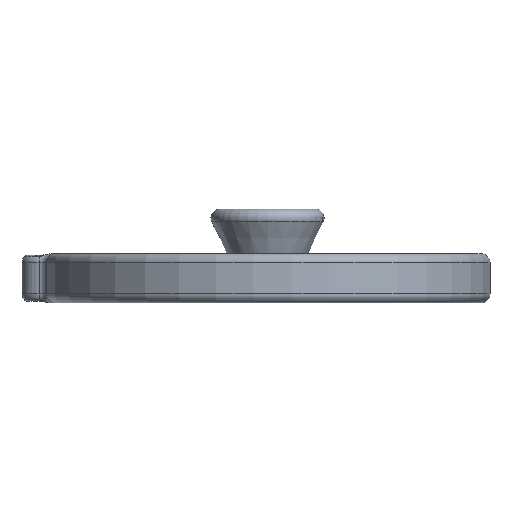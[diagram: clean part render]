
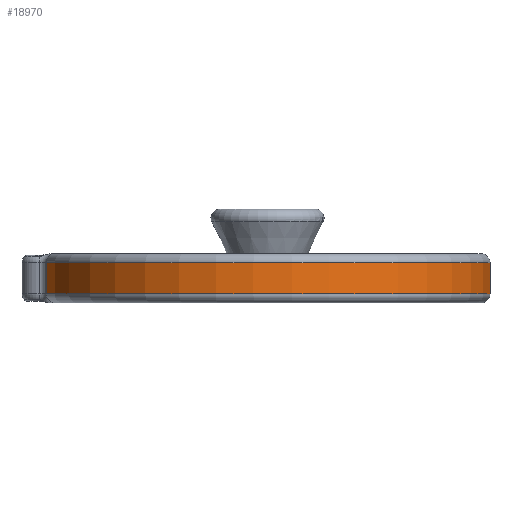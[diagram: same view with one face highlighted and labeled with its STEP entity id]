
A CAD part, front view. The second image highlights one B-rep face of the part: STEP entity #18970.
In plain terms, the highlighted cylindrical face has radius 49.99 mm (diameter 99.98 mm), a partial arc.
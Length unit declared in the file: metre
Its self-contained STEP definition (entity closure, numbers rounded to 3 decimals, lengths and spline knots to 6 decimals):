
#33=VERTEX_LOOP('',#13344);
#2768=CIRCLE('',#20758,0.04999);
#2769=CIRCLE('',#20759,0.04999);
#5210=ORIENTED_EDGE('',*,*,#10594,.T.);
#5211=ORIENTED_EDGE('',*,*,#10595,.T.);
#5212=ORIENTED_EDGE('',*,*,#10596,.T.);
#5213=ORIENTED_EDGE('',*,*,#10597,.T.);
#10594=EDGE_CURVE('',#13340,#13341,#2768,.T.);
#10595=EDGE_CURVE('',#13341,#13342,#14728,.F.);
#10596=EDGE_CURVE('',#13342,#13343,#2769,.F.);
#10597=EDGE_CURVE('',#13343,#13340,#14729,.T.);
#13340=VERTEX_POINT('',#34274);
#13341=VERTEX_POINT('',#34275);
#13342=VERTEX_POINT('',#34277);
#13343=VERTEX_POINT('',#34279);
#13344=VERTEX_POINT('',#34281);
#14728=LINE('',#34276,#15201);
#14729=LINE('',#34280,#15202);
#15201=VECTOR('',#23705,1.);
#15202=VECTOR('',#23708,1.);
#15897=EDGE_LOOP('',(#5210,#5211,#5212,#5213));
#17278=FACE_BOUND('',#15897,.T.);
#17279=FACE_BOUND('',#33,.T.);
#18404=CYLINDRICAL_SURFACE('',#20757,0.04999);
#18970=ADVANCED_FACE('',(#17278,#17279),#18404,.T.);
#20757=AXIS2_PLACEMENT_3D('',#34272,#23701,#23702);
#20758=AXIS2_PLACEMENT_3D('',#34273,#23703,#23704);
#20759=AXIS2_PLACEMENT_3D('',#34278,#23706,#23707);
#23701=DIRECTION('',(0.,0.,-1.));
#23702=DIRECTION('',(-1.,0.,0.));
#23703=DIRECTION('',(0.,0.,1.));
#23704=DIRECTION('',(1.,0.,0.));
#23705=DIRECTION('',(0.,0.,-1.));
#23706=DIRECTION('',(0.,0.,1.));
#23707=DIRECTION('',(1.,0.,0.));
#23708=DIRECTION('',(0.,0.,-1.));
#34272=CARTESIAN_POINT('',(0.,0.,0.0055));
#34273=CARTESIAN_POINT('',(0.,0.,-0.0035));
#34274=CARTESIAN_POINT('',(-0.049557,-0.006564,-0.0035));
#34275=CARTESIAN_POINT('',(-0.049557,0.006564,-0.0035));
#34276=CARTESIAN_POINT('',(-0.049557,0.006564,0.0055));
#34277=CARTESIAN_POINT('',(-0.049557,0.006564,0.0035));
#34278=CARTESIAN_POINT('',(0.,0.,0.0035));
#34279=CARTESIAN_POINT('',(-0.049557,-0.006564,0.0035));
#34280=CARTESIAN_POINT('',(-0.049557,-0.006564,0.0055));
#34281=CARTESIAN_POINT('',(0.04999,0.,0.));
